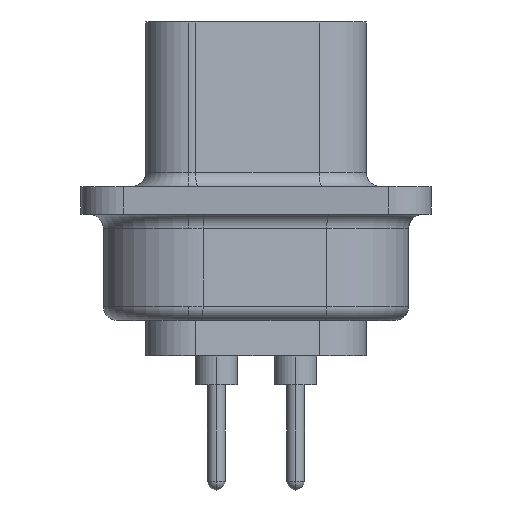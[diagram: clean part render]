
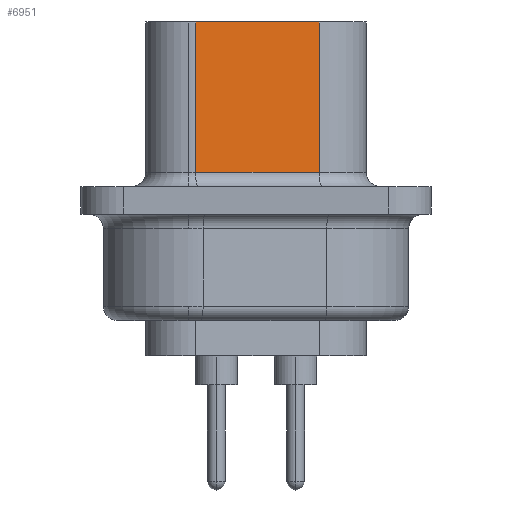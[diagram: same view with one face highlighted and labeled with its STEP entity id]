
A CAD part, left-side view. The second image highlights one B-rep face of the part: STEP entity #6951.
In plain terms, the highlighted planar face has unit normal (-0.985, -0.174, 0).
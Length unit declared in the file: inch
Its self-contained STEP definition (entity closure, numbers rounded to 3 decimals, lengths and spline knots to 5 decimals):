
#2674 = EDGE_CURVE ( 'NONE', #2777, #2709, #4206, .T. ) ;
#2709 = VERTEX_POINT ( 'NONE', #4275 ) ;
#2777 = VERTEX_POINT ( 'NONE', #4372 ) ;
#4203 = DIRECTION ( 'NONE',  ( 0., 0., -1. ) ) ;
#4204 = VECTOR ( 'NONE', #4203, 39.37008 ) ;
#4205 = CARTESIAN_POINT ( 'NONE',  ( -0.755, 0.08508, 0.2515 ) ) ;
#4206 = LINE ( 'NONE', #4205, #4204 ) ;
#4275 = CARTESIAN_POINT ( 'NONE',  ( -0.755, 0.08508, 0.0395 ) ) ;
#4372 = CARTESIAN_POINT ( 'NONE',  ( -0.755, 0.08508, 0.2515 ) ) ;
#6828 = VERTEX_POINT ( 'NONE', #9954 ) ;
#6842 = EDGE_CURVE ( 'NONE', #2777, #6828, #9972, .T. ) ;
#6927 = ORIENTED_EDGE ( 'NONE', *, *, #2674, .T. ) ;
#6929 = EDGE_LOOP ( 'NONE', ( #6927, #6948, #6946, #6949 ) ) ;
#6946 = ORIENTED_EDGE ( 'NONE', *, *, #6947, .F. ) ;
#6947 = EDGE_CURVE ( 'NONE', #6828, #6952, #10124, .T. ) ;
#6948 = ORIENTED_EDGE ( 'NONE', *, *, #6950, .T. ) ;
#6949 = ORIENTED_EDGE ( 'NONE', *, *, #6842, .F. ) ;
#6950 = EDGE_CURVE ( 'NONE', #2709, #6952, #10160, .T. ) ;
#6951 = ADVANCED_FACE ( 'NONE', ( #10168 ), #10116, .F. ) ;
#6952 = VERTEX_POINT ( 'NONE', #10156 ) ;
#9954 = CARTESIAN_POINT ( 'NONE',  ( -0.72424, -0.08939, 0.2515 ) ) ;
#9971 = CARTESIAN_POINT ( 'NONE',  ( -0.755, 0.08508, 0.2515 ) ) ;
#9972 = LINE ( 'NONE', #9971, #10002 ) ;
#9995 = DIRECTION ( 'NONE',  ( 0.174, -0.985, 0. ) ) ;
#10002 = VECTOR ( 'NONE', #9995, 39.37008 ) ;
#10116 = PLANE ( 'NONE',  #10162 ) ;
#10124 = LINE ( 'NONE', #10165, #10164 ) ;
#10153 = DIRECTION ( 'NONE',  ( -0.174, 0.985, 0. ) ) ;
#10154 = DIRECTION ( 'NONE',  ( 0.985, 0.174, 0. ) ) ;
#10155 = CARTESIAN_POINT ( 'NONE',  ( -0.755, 0.08508, 0.2515 ) ) ;
#10156 = CARTESIAN_POINT ( 'NONE',  ( -0.72424, -0.08939, 0.0395 ) ) ;
#10157 = DIRECTION ( 'NONE',  ( 0.174, -0.985, 0. ) ) ;
#10158 = VECTOR ( 'NONE', #10157, 39.37008 ) ;
#10159 = CARTESIAN_POINT ( 'NONE',  ( -0.72424, -0.08939, 0.0395 ) ) ;
#10160 = LINE ( 'NONE', #10159, #10158 ) ;
#10162 = AXIS2_PLACEMENT_3D ( 'NONE', #10155, #10154, #10153 ) ;
#10163 = DIRECTION ( 'NONE',  ( 0., 0., -1. ) ) ;
#10164 = VECTOR ( 'NONE', #10163, 39.37008 ) ;
#10165 = CARTESIAN_POINT ( 'NONE',  ( -0.72424, -0.08939, 0.2515 ) ) ;
#10168 = FACE_OUTER_BOUND ( 'NONE', #6929, .T. ) ;
